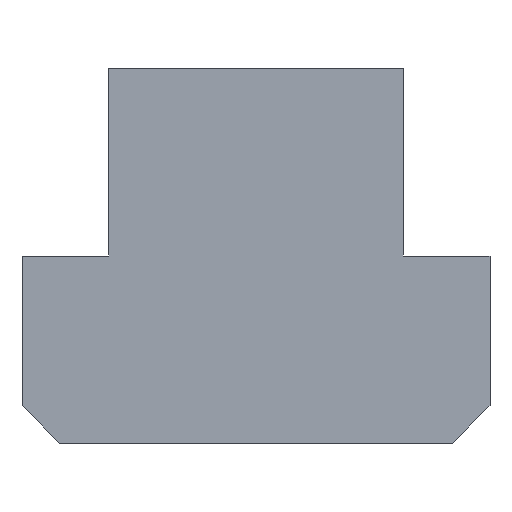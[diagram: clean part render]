
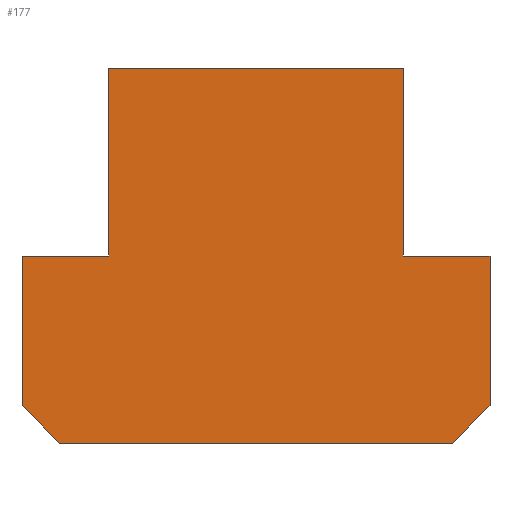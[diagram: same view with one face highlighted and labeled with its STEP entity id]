
A CAD part, front view. The second image highlights one B-rep face of the part: STEP entity #177.
In plain terms, the highlighted planar face has unit normal (0, -1, 0).
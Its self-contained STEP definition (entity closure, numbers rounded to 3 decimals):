
#131=EDGE_CURVE('',#189,#165,#317,.T.);
#141=EDGE_CURVE('',#175,#223,#328,.T.);
#153=EDGE_CURVE('',#233,#175,#340,.T.);
#155=EDGE_CURVE('',#259,#233,#342,.T.);
#159=VERTEX_POINT('',#346);
#165=VERTEX_POINT('',#353);
#171=EDGE_CURVE('',#193,#259,#359,.T.);
#175=VERTEX_POINT('',#363);
#177=ADVANCED_FACE('',(#365),#366,.T.);
#189=VERTEX_POINT('',#379);
#193=VERTEX_POINT('',#385);
#197=EDGE_CURVE('',#229,#193,#389,.T.);
#211=EDGE_CURVE('',#165,#229,#405,.T.);
#223=VERTEX_POINT('',#419);
#229=VERTEX_POINT('',#426);
#231=EDGE_CURVE('',#253,#189,#428,.T.);
#233=VERTEX_POINT('',#430);
#243=EDGE_CURVE('',#159,#253,#441,.T.);
#253=VERTEX_POINT('',#452);
#259=VERTEX_POINT('',#458);
#269=EDGE_CURVE('',#223,#159,#469,.T.);
#317=LINE('',#519,#520);
#328=LINE('',#536,#537);
#340=LINE('',#555,#556);
#342=LINE('',#559,#560);
#346=CARTESIAN_POINT('',(-25.0,-25.0,0.0));
#353=CARTESIAN_POINT('',(15.75,-25.0,20.0));
#359=LINE('',#581,#582);
#363=CARTESIAN_POINT('',(-21.0,-25.0,-20.0));
#365=FACE_OUTER_BOUND('',#587,.T.);
#366=PLANE('',#588);
#379=CARTESIAN_POINT('',(-15.75,-25.0,20.0));
#385=CARTESIAN_POINT('',(25.0,-25.0,0.0));
#389=LINE('',#620,#621);
#405=LINE('',#640,#641);
#419=CARTESIAN_POINT('',(-25.0,-25.0,-16.0));
#426=CARTESIAN_POINT('',(15.75,-25.0,0.0));
#428=LINE('',#672,#673);
#430=CARTESIAN_POINT('',(21.0,-25.0,-20.0));
#441=LINE('',#691,#692);
#452=CARTESIAN_POINT('',(-15.75,-25.0,0.0));
#458=CARTESIAN_POINT('',(25.0,-25.0,-16.0));
#469=LINE('',#729,#730);
#519=CARTESIAN_POINT('',(15.75,-25.0,20.0));
#520=VECTOR('',#782,1.0);
#536=CARTESIAN_POINT('',(-25.0,-25.0,-16.0));
#537=VECTOR('',#793,1.0);
#555=CARTESIAN_POINT('',(-21.0,-25.0,-20.0));
#556=VECTOR('',#799,1.0);
#559=CARTESIAN_POINT('',(21.0,-25.0,-20.0));
#560=VECTOR('',#800,1.0);
#581=CARTESIAN_POINT('',(25.0,-25.0,-16.0));
#582=VECTOR('',#813,1.0);
#587=EDGE_LOOP('',(#816,#817,#818,#819,#820,#821,#822,#823,#824,#825));
#588=AXIS2_PLACEMENT_3D('',#826,#827,#828);
#620=CARTESIAN_POINT('',(25.0,-25.0,0.0));
#621=VECTOR('',#851,1.0);
#640=CARTESIAN_POINT('',(15.75,-25.0,0.0));
#641=VECTOR('',#869,1.0);
#672=CARTESIAN_POINT('',(-15.75,-25.0,20.0));
#673=VECTOR('',#894,1.0);
#691=CARTESIAN_POINT('',(-15.75,-25.0,0.0));
#692=VECTOR('',#905,1.0);
#729=CARTESIAN_POINT('',(-25.0,-25.0,0.0));
#730=VECTOR('',#931,1.0);
#782=DIRECTION('',(1.0,0.0,0.0));
#793=DIRECTION('',(-0.707,0.,0.707));
#799=DIRECTION('',(-1.0,0.0,0.0));
#800=DIRECTION('',(-0.707,0.,-0.707));
#813=DIRECTION('',(0.0,0.,-1.0));
#816=ORIENTED_EDGE('',*,*,#155,.F.);
#817=ORIENTED_EDGE('',*,*,#171,.F.);
#818=ORIENTED_EDGE('',*,*,#197,.F.);
#819=ORIENTED_EDGE('',*,*,#211,.F.);
#820=ORIENTED_EDGE('',*,*,#131,.F.);
#821=ORIENTED_EDGE('',*,*,#231,.F.);
#822=ORIENTED_EDGE('',*,*,#243,.F.);
#823=ORIENTED_EDGE('',*,*,#269,.F.);
#824=ORIENTED_EDGE('',*,*,#141,.F.);
#825=ORIENTED_EDGE('',*,*,#153,.F.);
#826=CARTESIAN_POINT('',(0.,-25.0,-1.538));
#827=DIRECTION('',(0.0,-1.0,0.));
#828=DIRECTION('',(1.0,0.0,0.0));
#851=DIRECTION('',(1.0,0.0,0.0));
#869=DIRECTION('',(0.0,0.,-1.0));
#894=DIRECTION('',(0.0,0.,1.0));
#905=DIRECTION('',(1.0,0.0,0.0));
#931=DIRECTION('',(0.0,0.,1.0));
